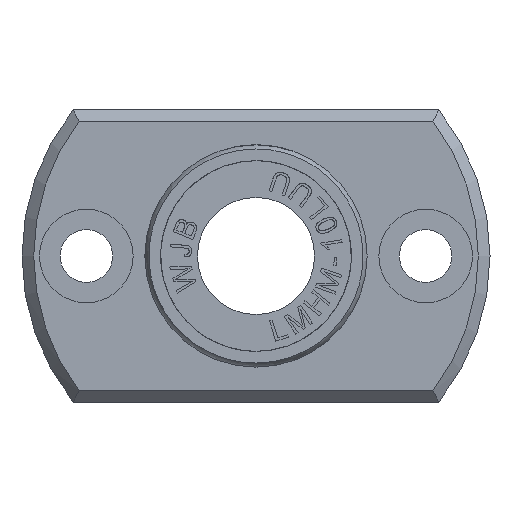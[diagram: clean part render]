
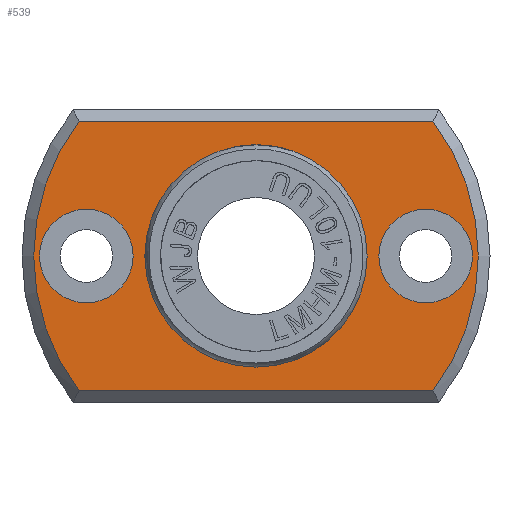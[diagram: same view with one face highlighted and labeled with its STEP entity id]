
A CAD part, left-side view. The second image highlights one B-rep face of the part: STEP entity #539.
In plain terms, the highlighted planar face has unit normal (-1, 0, 0).
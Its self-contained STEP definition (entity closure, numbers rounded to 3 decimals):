
#539=ADVANCED_FACE('',(#1644,#1645,#1646,#1647),#932,.T.);
#932=PLANE('',#7154);
#1200=B_SPLINE_CURVE_WITH_KNOTS('',3,(#9007,#9008,#9009,#9010,#9011,#9012,
#9013,#9014,#9015,#9016),.UNSPECIFIED.,.F.,.F.,(4,2,2,2,4),(0.,0.25,0.5,
0.75,1.),.UNSPECIFIED.);
#1201=B_SPLINE_CURVE_WITH_KNOTS('',3,(#9019,#9020,#9021,#9022,#9023,#9024,
#9025,#9026,#9027,#9028),.UNSPECIFIED.,.F.,.F.,(4,2,2,2,4),(0.,0.25,0.5,
0.75,1.),.UNSPECIFIED.);
#1644=FACE_BOUND('',#1744,.T.);
#1645=FACE_BOUND('',#1745,.T.);
#1646=FACE_BOUND('',#1746,.T.);
#1647=FACE_BOUND('',#1747,.T.);
#1744=EDGE_LOOP('',(#3392,#3393,#3394,#3395));
#1745=EDGE_LOOP('',(#3396));
#1746=EDGE_LOOP('',(#3397));
#1747=EDGE_LOOP('',(#3398,#3399));
#2210=LINE('',#8998,#2756);
#2211=LINE('',#9002,#2757);
#2756=VECTOR('',#7556,1.);
#2757=VECTOR('',#7559,1.);
#3392=ORIENTED_EDGE('',*,*,#6065,.T.);
#3393=ORIENTED_EDGE('',*,*,#6066,.T.);
#3394=ORIENTED_EDGE('',*,*,#6067,.T.);
#3395=ORIENTED_EDGE('',*,*,#6068,.T.);
#3396=ORIENTED_EDGE('',*,*,#6069,.F.);
#3397=ORIENTED_EDGE('',*,*,#6070,.F.);
#3398=ORIENTED_EDGE('',*,*,#6071,.T.);
#3399=ORIENTED_EDGE('',*,*,#6072,.T.);
#5390=VERTEX_POINT('',#8996);
#5391=VERTEX_POINT('',#8997);
#5392=VERTEX_POINT('',#8999);
#5393=VERTEX_POINT('',#9001);
#5394=VERTEX_POINT('',#9004);
#5395=VERTEX_POINT('',#9006);
#5396=VERTEX_POINT('',#9017);
#5397=VERTEX_POINT('',#9018);
#6065=EDGE_CURVE('',#5390,#5391,#7064,.T.);
#6066=EDGE_CURVE('',#5391,#5392,#2210,.T.);
#6067=EDGE_CURVE('',#5392,#5393,#7065,.T.);
#6068=EDGE_CURVE('',#5393,#5390,#2211,.T.);
#6069=EDGE_CURVE('',#5394,#5394,#7066,.T.);
#6070=EDGE_CURVE('',#5395,#5395,#7067,.T.);
#6071=EDGE_CURVE('',#5396,#5397,#1200,.T.);
#6072=EDGE_CURVE('',#5397,#5396,#1201,.T.);
#7064=CIRCLE('',#7150,19.);
#7065=CIRCLE('',#7151,19.);
#7066=CIRCLE('',#7152,4.);
#7067=CIRCLE('',#7153,4.);
#7150=AXIS2_PLACEMENT_3D('',#8995,#7554,#7555);
#7151=AXIS2_PLACEMENT_3D('',#9000,#7557,#7558);
#7152=AXIS2_PLACEMENT_3D('',#9003,#7560,#7561);
#7153=AXIS2_PLACEMENT_3D('',#9005,#7562,#7563);
#7154=AXIS2_PLACEMENT_3D('',#9029,#7564,#7565);
#7554=DIRECTION('',(-1.,0.,0.));
#7555=DIRECTION('',(0.,0.,1.));
#7556=DIRECTION('',(0.,1.,0.));
#7557=DIRECTION('',(-1.,0.,0.));
#7558=DIRECTION('',(0.,0.,1.));
#7559=DIRECTION('',(0.,-1.,0.));
#7560=DIRECTION('',(-1.,0.,0.));
#7561=DIRECTION('',(0.,0.,1.));
#7562=DIRECTION('',(-1.,0.,0.));
#7563=DIRECTION('',(0.,0.,1.));
#7564=DIRECTION('',(-1.,0.,0.));
#7565=DIRECTION('',(0.,-1.,0.));
#8995=CARTESIAN_POINT('',(0.,0.,0.));
#8996=CARTESIAN_POINT('',(0.,-15.124,-11.5));
#8997=CARTESIAN_POINT('',(0.,-15.124,11.5));
#8998=CARTESIAN_POINT('',(0.,19.,11.5));
#8999=CARTESIAN_POINT('',(0.,15.124,11.5));
#9000=CARTESIAN_POINT('',(0.,0.,0.));
#9001=CARTESIAN_POINT('',(0.,15.124,-11.5));
#9002=CARTESIAN_POINT('',(0.,19.,-11.5));
#9003=CARTESIAN_POINT('',(0.,-14.5,0.));
#9004=CARTESIAN_POINT('',(0.,-14.5,4.));
#9005=CARTESIAN_POINT('',(0.,14.5,0.));
#9006=CARTESIAN_POINT('',(0.,14.5,4.));
#9007=CARTESIAN_POINT('',(0.,0.,9.286));
#9008=CARTESIAN_POINT('',(0.,-2.442,9.285));
#9009=CARTESIAN_POINT('',(0.,-4.842,8.291));
#9010=CARTESIAN_POINT('',(0.,-8.291,4.842));
#9011=CARTESIAN_POINT('',(0.,-9.286,2.439));
#9012=CARTESIAN_POINT('',(0.,-9.286,-2.439));
#9013=CARTESIAN_POINT('',(0.,-8.291,-4.842));
#9014=CARTESIAN_POINT('',(0.,-4.842,-8.291));
#9015=CARTESIAN_POINT('',(0.,-2.442,-9.285));
#9016=CARTESIAN_POINT('',(0.,0.,-9.286));
#9017=CARTESIAN_POINT('',(0.,0.,9.286));
#9018=CARTESIAN_POINT('',(0.,0.,-9.286));
#9019=CARTESIAN_POINT('',(0.,0.,-9.286));
#9020=CARTESIAN_POINT('',(0.,2.442,-9.285));
#9021=CARTESIAN_POINT('',(0.,4.842,-8.291));
#9022=CARTESIAN_POINT('',(0.,8.291,-4.842));
#9023=CARTESIAN_POINT('',(0.,9.286,-2.439));
#9024=CARTESIAN_POINT('',(0.,9.286,2.439));
#9025=CARTESIAN_POINT('',(0.,8.291,4.842));
#9026=CARTESIAN_POINT('',(0.,4.842,8.291));
#9027=CARTESIAN_POINT('',(0.,2.442,9.285));
#9028=CARTESIAN_POINT('',(0.,0.,9.286));
#9029=CARTESIAN_POINT('',(0.,19.,-12.));
